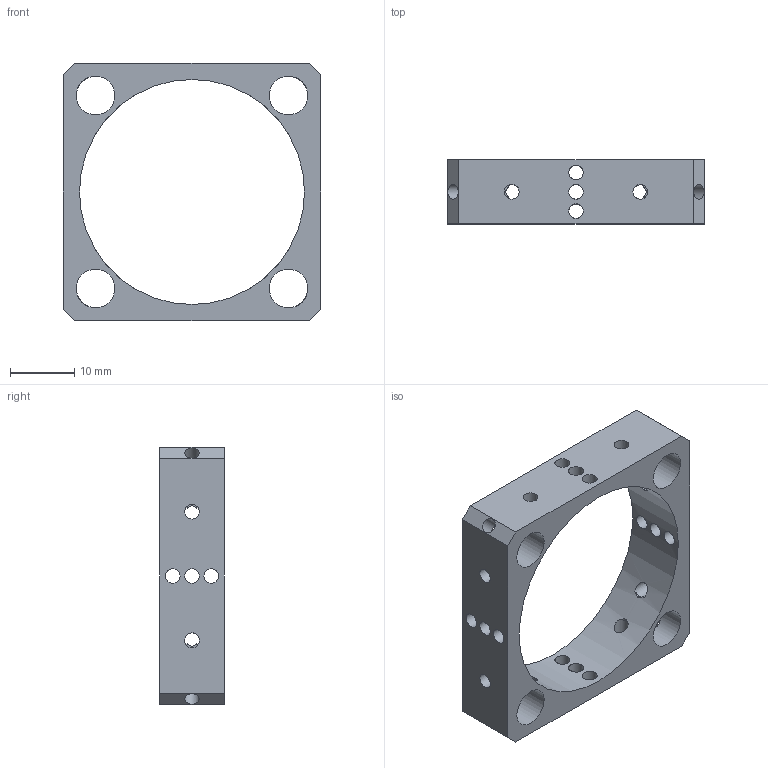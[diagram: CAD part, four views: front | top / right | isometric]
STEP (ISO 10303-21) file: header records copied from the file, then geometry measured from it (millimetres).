
FILE_DESCRIPTION(/* description */ (''),/* implementation_level */ '2;1');
FILE_NAME(/* name */ 'Mounting_Plate_35.stp',/* time_stamp */ '2018-08-27T10:22:32+02:00',/* author */ ('voigt'),/* organization */ (''),/* preprocessor_version */ 'ST-DEVELOPER v16.1',/* originating_system */ 'Autodesk Inventor 2016',/* authorisation */ '');
FILE_SCHEMA (('AUTOMOTIVE_DESIGN { 1 0 10303 214 3 1 1 }'));
Length unit declared in the file: millimetre
Products named in the file (1): Mounting_Plate_35
Bounding box: 40 x 10 x 40 mm (x, y, z)
Volume: 4825.7 mm3; surface area: 4879.1 mm2
Topology: 1 solids, 1 shells, 55 faces, 189 edges, 133 vertices
Faces by surface type: cylinder 37, plane 18
Full cylindrical faces by diameter (mm): 2.3 x24, 6 x4, 35 x1
Entity records: 2584 total; most frequent: CARTESIAN_POINT 1116, DIRECTION 252, ORIENTED_EDGE 244, EDGE_LOOP 142, EDGE_CURVE 122, AXIS2_PLACEMENT_3D 106, VERTEX_POINT 98, FACE_BOUND 87
